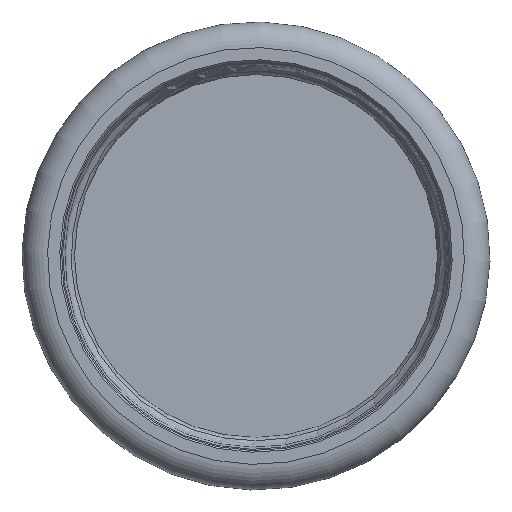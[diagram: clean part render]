
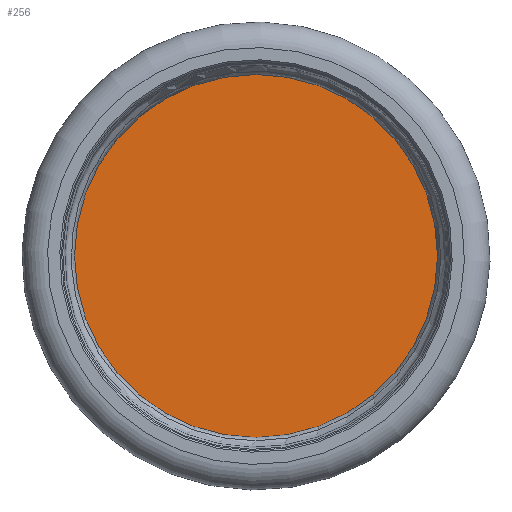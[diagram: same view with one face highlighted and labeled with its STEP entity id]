
A CAD part, left-side view. The second image highlights one B-rep face of the part: STEP entity #256.
In plain terms, the highlighted planar face has unit normal (-1, 0, 0).
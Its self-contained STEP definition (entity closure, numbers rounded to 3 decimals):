
#47=FACE_OUTER_BOUND('',#66,.T.);
#66=EDGE_LOOP('',(#165));
#88=CIRCLE('',#299,42.45);
#113=VERTEX_POINT('',#442);
#132=EDGE_CURVE('',#113,#113,#88,.T.);
#165=ORIENTED_EDGE('',*,*,#132,.F.);
#231=PLANE('',#298);
#256=ADVANCED_FACE('',(#47),#231,.T.);
#298=AXIS2_PLACEMENT_3D('',#441,#344,#345);
#299=AXIS2_PLACEMENT_3D('',#443,#346,#347);
#344=DIRECTION('center_axis',(-1.,0.,0.));
#345=DIRECTION('ref_axis',(0.,-0.299,-0.954));
#346=DIRECTION('center_axis',(1.,0.,0.));
#347=DIRECTION('ref_axis',(0.,0.,
-1.));
#441=CARTESIAN_POINT('Origin',(-1.28,0.,0.));
#442=CARTESIAN_POINT('',(-1.28,0.,-42.45));
#443=CARTESIAN_POINT('Origin',(-1.28,0.,0.));
